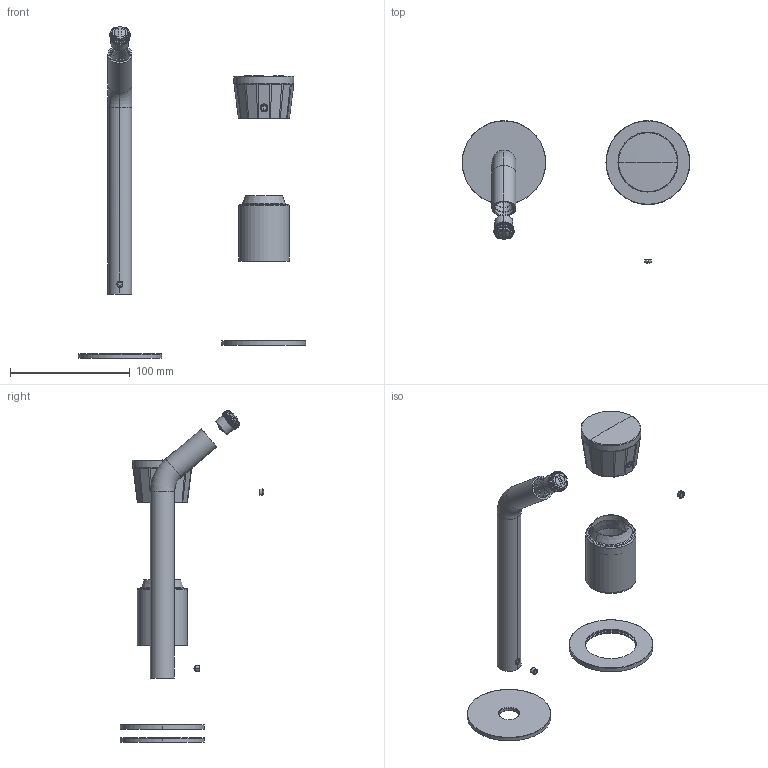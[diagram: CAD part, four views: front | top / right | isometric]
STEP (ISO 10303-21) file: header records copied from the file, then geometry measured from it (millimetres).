
FILE_DESCRIPTION((''),'2;1');
FILE_NAME('OIELEL102RO_ASM','2025-10-16T14:42:18',('Administrator'),(''),'CREO PARAMETRIC BY PTC INC, 2024493','CREO PARAMETRIC BY PTC INC, 2024493','');
FILE_SCHEMA(('CONFIG_CONTROL_DESIGN','SHAPE_APPEARANCE_LAYERS_GROUPS'));
Length unit declared in the file: millimetre
Products named in the file (9): OIBR00949; OIBR00242; OIBR00144; OICT00088; OIVT00003; OIAR00046; OIBR00948; OIAQ00013; OIELEL102RO_ASM
Assembly tree (8 placements, depth 2):
  OIELEL102RO_ASM
    OIBR00949
    OIBR00242
    OIBR00144
    OICT00088
    OIVT00003
    OIAR00046
    OIBR00948
    OIAQ00013
Bounding box: 189.9 x 119.4 x 276.71 mm (x, y, z)
Volume: 91934.2 mm3; surface area: 70601.1 mm2
Topology: 9 solids, 13 shells, 907 faces, 2527 edges, 1643 vertices
Faces by surface type: plane 557, cylinder 147, torus 93, cone 76, bspline 24, sphere 10
Entity records: 46244 total; most frequent: CARTESIAN_POINT 12563, ORIENTED_EDGE 5022, DIRECTION 4214, PRESENTATION_STYLE_ASSIGNMENT 3038, STYLED_ITEM 2611, CURVE_STYLE 2519, EDGE_CURVE 2519, VERTEX_POINT 1643
